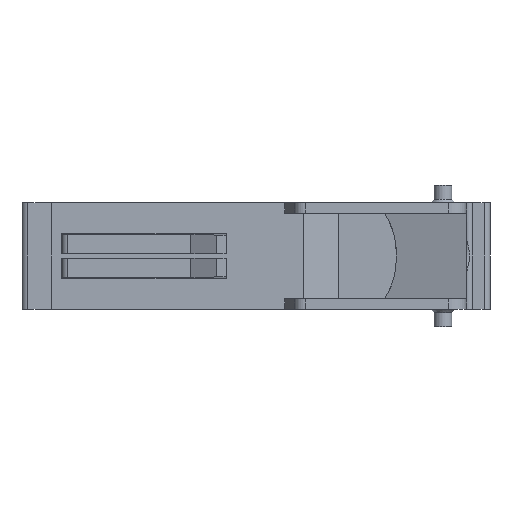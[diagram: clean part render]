
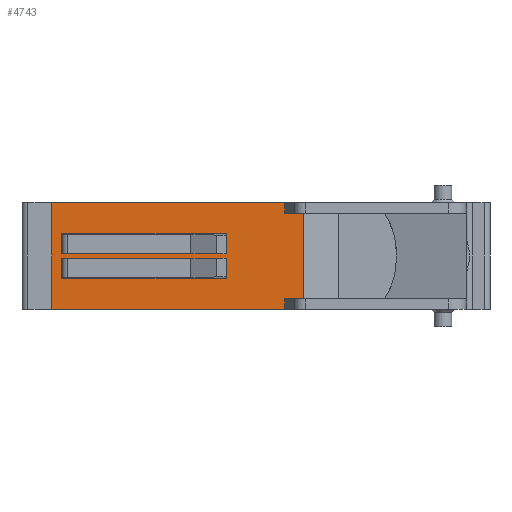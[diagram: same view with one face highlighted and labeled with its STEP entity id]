
A CAD part, left-side view. The second image highlights one B-rep face of the part: STEP entity #4743.
In plain terms, the highlighted planar face has unit normal (-1, 0, 0).
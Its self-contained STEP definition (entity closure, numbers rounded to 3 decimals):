
#53=FACE_BOUND('',#561,.T.);
#54=FACE_BOUND('',#562,.T.);
#287=FACE_OUTER_BOUND('',#560,.T.);
#560=EDGE_LOOP('',(#4039,#4040,#4041,#4042,#4043,#4044,#4045,#4046));
#561=EDGE_LOOP('',(#4047,#4048,#4049,#4050));
#562=EDGE_LOOP('',(#4051,#4052,#4053,#4054));
#781=LINE('',#6752,#1365);
#873=LINE('',#6946,#1457);
#908=LINE('',#7062,#1492);
#922=LINE('',#7097,#1506);
#940=LINE('',#7143,#1524);
#956=LINE('',#7173,#1540);
#958=LINE('',#7176,#1542);
#1001=LINE('',#7276,#1585);
#1073=LINE('',#7464,#1657);
#1125=LINE('',#7610,#1709);
#1139=LINE('',#7642,#1723);
#1140=LINE('',#7643,#1724);
#1141=LINE('',#7644,#1725);
#1142=LINE('',#7646,#1726);
#1143=LINE('',#7648,#1727);
#1144=LINE('',#7649,#1728);
#1365=VECTOR('',#5423,1.614);
#1457=VECTOR('',#5583,19.9);
#1492=VECTOR('',#5676,14.);
#1506=VECTOR('',#5704,1.7);
#1524=VECTOR('',#5744,14.);
#1540=VECTOR('',#5788,1.7);
#1542=VECTOR('',#5792,0.9);
#1585=VECTOR('',#5897,1.614);
#1657=VECTOR('',#6033,19.9);
#1709=VECTOR('',#6177,14.);
#1723=VECTOR('',#6201,0.9);
#1724=VECTOR('',#6202,7.3);
#1725=VECTOR('',#6203,9.1);
#1726=VECTOR('',#6204,1.7);
#1727=VECTOR('',#6205,14.);
#1728=VECTOR('',#6206,1.7);
#2004=VERTEX_POINT('',#6749);
#2005=VERTEX_POINT('',#6751);
#2072=VERTEX_POINT('',#6944);
#2073=VERTEX_POINT('',#6945);
#2124=VERTEX_POINT('',#7059);
#2125=VERTEX_POINT('',#7061);
#2139=VERTEX_POINT('',#7096);
#2156=VERTEX_POINT('',#7142);
#2181=VERTEX_POINT('',#7273);
#2182=VERTEX_POINT('',#7275);
#2244=VERTEX_POINT('',#7462);
#2245=VERTEX_POINT('',#7463);
#2291=VERTEX_POINT('',#7606);
#2293=VERTEX_POINT('',#7609);
#2307=VERTEX_POINT('',#7645);
#2308=VERTEX_POINT('',#7647);
#2489=EDGE_CURVE('',#2004,#2005,#781,.T.);
#2587=EDGE_CURVE('',#2072,#2073,#873,.T.);
#2642=EDGE_CURVE('',#2124,#2125,#908,.T.);
#2659=EDGE_CURVE('',#2125,#2139,#922,.T.);
#2682=EDGE_CURVE('',#2139,#2156,#940,.T.);
#2698=EDGE_CURVE('',#2124,#2156,#956,.T.);
#2700=EDGE_CURVE('',#2072,#2004,#958,.T.);
#2750=EDGE_CURVE('',#2181,#2182,#1001,.T.);
#2835=EDGE_CURVE('',#2244,#2245,#1073,.T.);
#2907=EDGE_CURVE('',#2293,#2291,#1125,.T.);
#2923=EDGE_CURVE('',#2245,#2182,#1139,.T.);
#2924=EDGE_CURVE('',#2005,#2181,#1140,.T.);
#2925=EDGE_CURVE('',#2244,#2073,#1141,.T.);
#2926=EDGE_CURVE('',#2291,#2307,#1142,.T.);
#2927=EDGE_CURVE('',#2308,#2307,#1143,.T.);
#2928=EDGE_CURVE('',#2293,#2308,#1144,.T.);
#4039=ORIENTED_EDGE('',*,*,#2835,.T.);
#4040=ORIENTED_EDGE('',*,*,#2923,.T.);
#4041=ORIENTED_EDGE('',*,*,#2750,.F.);
#4042=ORIENTED_EDGE('',*,*,#2924,.F.);
#4043=ORIENTED_EDGE('',*,*,#2489,.F.);
#4044=ORIENTED_EDGE('',*,*,#2700,.F.);
#4045=ORIENTED_EDGE('',*,*,#2587,.T.);
#4046=ORIENTED_EDGE('',*,*,#2925,.F.);
#4047=ORIENTED_EDGE('',*,*,#2907,.T.);
#4048=ORIENTED_EDGE('',*,*,#2926,.T.);
#4049=ORIENTED_EDGE('',*,*,#2927,.F.);
#4050=ORIENTED_EDGE('',*,*,#2928,.F.);
#4051=ORIENTED_EDGE('',*,*,#2698,.T.);
#4052=ORIENTED_EDGE('',*,*,#2682,.F.);
#4053=ORIENTED_EDGE('',*,*,#2659,.F.);
#4054=ORIENTED_EDGE('',*,*,#2642,.F.);
#4509=PLANE('',#5081);
#4743=ADVANCED_FACE('',(#287,#53,#54),#4509,.T.);
#5081=AXIS2_PLACEMENT_3D('',#7641,#6199,#6200);
#5423=DIRECTION('',(0.,-1.,0.));
#5583=DIRECTION('',(0.,1.,0.));
#5676=DIRECTION('',(0.,1.,0.));
#5704=DIRECTION('',(0.,0.,-1.));
#5744=DIRECTION('',(0.,-1.,0.));
#5788=DIRECTION('',(0.,0.,-1.));
#5792=DIRECTION('',(0.,0.,-1.));
#5897=DIRECTION('',(0.,1.,0.));
#6033=DIRECTION('',(0.,-1.,0.));
#6177=DIRECTION('',(0.,1.,0.));
#6199=DIRECTION('center_axis',(-1.,0.,0.));
#6200=DIRECTION('ref_axis',(0.,0.,1.));
#6201=DIRECTION('',(0.,0.,1.));
#6202=DIRECTION('',(0.,0.,-1.));
#6203=DIRECTION('',(0.,0.,1.));
#6204=DIRECTION('',(0.,0.,1.));
#6205=DIRECTION('',(0.,1.,0.));
#6206=DIRECTION('',(0.,0.,1.));
#6749=CARTESIAN_POINT('',(-15.4,-2.45,5.925));
#6751=CARTESIAN_POINT('',(-15.4,-4.064,5.925));
#6752=CARTESIAN_POINT('',(-15.4,-2.45,5.925));
#6944=CARTESIAN_POINT('',(-15.4,-2.45,6.825));
#6945=CARTESIAN_POINT('',(-15.4,17.45,6.825));
#6946=CARTESIAN_POINT('',(-15.4,-2.45,6.825));
#7059=CARTESIAN_POINT('',(-15.4,2.55,4.175));
#7061=CARTESIAN_POINT('',(-15.4,16.55,4.175));
#7062=CARTESIAN_POINT('',(-15.4,2.55,4.175));
#7096=CARTESIAN_POINT('',(-15.4,16.55,2.475));
#7097=CARTESIAN_POINT('',(-15.4,16.55,6.825));
#7142=CARTESIAN_POINT('',(-15.4,2.55,2.475));
#7143=CARTESIAN_POINT('',(-15.4,16.55,2.475));
#7173=CARTESIAN_POINT('',(-15.4,2.55,6.825));
#7176=CARTESIAN_POINT('',(-15.4,-2.45,6.825));
#7273=CARTESIAN_POINT('',(-15.4,-4.064,-1.375));
#7275=CARTESIAN_POINT('',(-15.4,-2.45,-1.375));
#7276=CARTESIAN_POINT('',(-15.4,-4.064,-1.375));
#7462=CARTESIAN_POINT('',(-15.4,17.45,-2.275));
#7463=CARTESIAN_POINT('',(-15.4,-2.45,-2.275));
#7464=CARTESIAN_POINT('',(-15.4,17.45,-2.275));
#7606=CARTESIAN_POINT('',(-15.4,16.55,0.375));
#7609=CARTESIAN_POINT('',(-15.4,2.55,0.375));
#7610=CARTESIAN_POINT('',(-15.4,2.55,0.375));
#7641=CARTESIAN_POINT('Origin',(-15.4,-2.45,-2.275));
#7642=CARTESIAN_POINT('',(-15.4,-2.45,-2.275));
#7643=CARTESIAN_POINT('',(-15.4,-4.064,2.275));
#7644=CARTESIAN_POINT('',(-15.4,17.45,-2.275));
#7645=CARTESIAN_POINT('',(-15.4,16.55,2.075));
#7646=CARTESIAN_POINT('',(-15.4,16.55,-2.275));
#7647=CARTESIAN_POINT('',(-15.4,2.55,2.075));
#7648=CARTESIAN_POINT('',(-15.4,16.55,2.075));
#7649=CARTESIAN_POINT('',(-15.4,2.55,-2.275));
